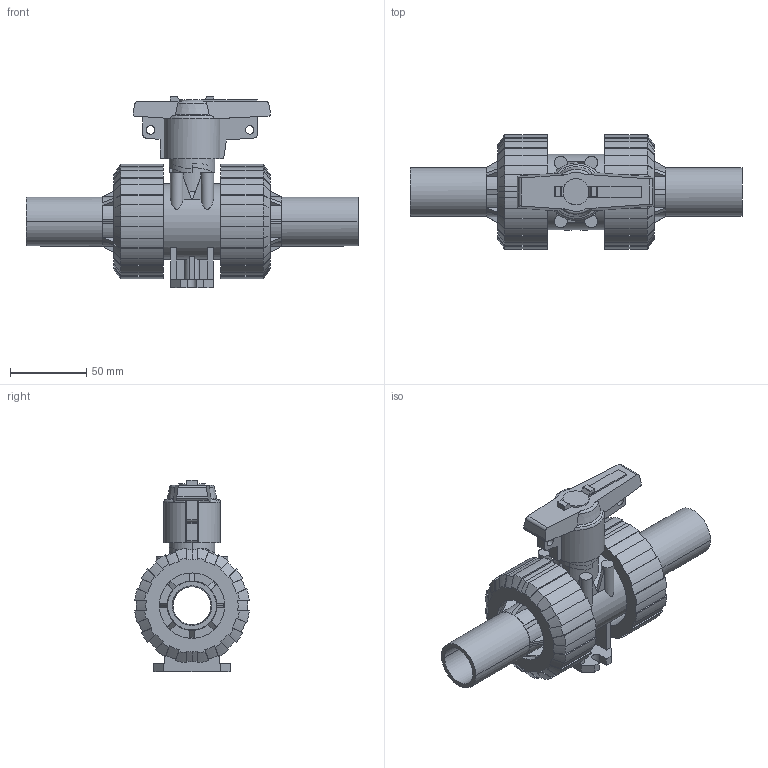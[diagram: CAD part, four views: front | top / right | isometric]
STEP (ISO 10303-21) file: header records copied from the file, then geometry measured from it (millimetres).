
FILE_DESCRIPTION(('STEP AP214'),'1');
FILE_NAME('cctmp_3320F94A-0113-4585-81AE-6D5E7AFBC71F_2021_10_20_13_11_37_0155..stp','2021-10-20T11:11:37',('Praher Valves GmbH'),('CADClick - www.CADClick.com'),'Spatial InterOp 3D',' ','unknown authorization');
FILE_SCHEMA(('AUTOMOTIVE_DESIGN'));
Length unit declared in the file: millimetre
Products named in the file (7): cc_unnamed; 210459_5; 210459_4; 210459_3; 210459_2; 210459_1; 210459
Assembly tree (6 placements, depth 2):
  cc_unnamed
    210459_5
    210459_4
    210459_3
    210459_2
    210459_1
    210459
Bounding box: 218 x 75.17 x 125.93 mm (x, y, z)
Volume: 380689.4 mm3; surface area: 118656.3 mm2
Topology: 6 solids, 6 shells, 514 faces, 1474 edges, 978 vertices
Faces by surface type: plane 250, cylinder 122, cone 80, bspline 56, torus 6
Entity records: 23363 total; most frequent: CARTESIAN_POINT 6210, ORIENTED_EDGE 2948, DIRECTION 2438, EDGE_CURVE 1474, VERTEX_POINT 978, AXIS2_PLACEMENT_3D 857, LINE 724, VECTOR 724
